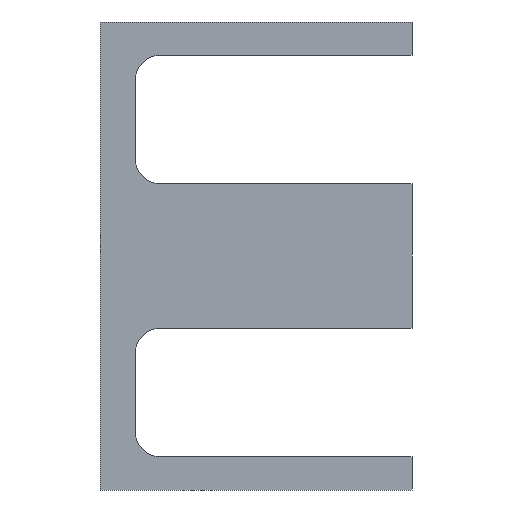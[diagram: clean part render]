
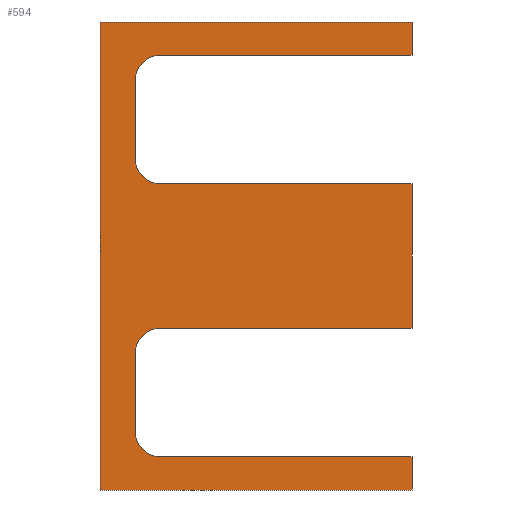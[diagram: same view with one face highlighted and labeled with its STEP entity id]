
A CAD part, left-side view. The second image highlights one B-rep face of the part: STEP entity #594.
In plain terms, the highlighted planar face has unit normal (-1, 0, 0).
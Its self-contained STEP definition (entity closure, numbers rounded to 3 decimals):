
#4 = CARTESIAN_POINT ( 'NONE',  ( 0., 64.5, 51.5 ) ) ;
#5 = CARTESIAN_POINT ( 'NONE',  ( 0., 0., 51.5 ) ) ;
#6 = CARTESIAN_POINT ( 'NONE',  ( 0., 0., 60. ) ) ;
#16 = CARTESIAN_POINT ( 'NONE',  ( 0., 71., 45. ) ) ;
#17 = CARTESIAN_POINT ( 'NONE',  ( 0., 71., 25. ) ) ;
#18 = CARTESIAN_POINT ( 'NONE',  ( 0., 64.5, 18.5 ) ) ;
#19 = CARTESIAN_POINT ( 'NONE',  ( 0., 0., 18.5 ) ) ;
#20 = CARTESIAN_POINT ( 'NONE',  ( 0., 0., -18.5 ) ) ;
#21 = CARTESIAN_POINT ( 'NONE',  ( 0., 64.5, -18.5 ) ) ;
#22 = CARTESIAN_POINT ( 'NONE',  ( 0., 71., -45. ) ) ;
#23 = CARTESIAN_POINT ( 'NONE',  ( 0., 0., -51.5 ) ) ;
#24 = CARTESIAN_POINT ( 'NONE',  ( 0., 80., -60. ) ) ;
#25 = VERTEX_POINT ( 'NONE', #60 ) ;
#26 = VERTEX_POINT ( 'NONE', #24 ) ;
#27 = VERTEX_POINT ( 'NONE', #57 ) ;
#28 = VERTEX_POINT ( 'NONE', #23 ) ;
#29 = VERTEX_POINT ( 'NONE', #59 ) ;
#30 = VERTEX_POINT ( 'NONE', #22 ) ;
#31 = VERTEX_POINT ( 'NONE', #58 ) ;
#32 = VERTEX_POINT ( 'NONE', #21 ) ;
#33 = VERTEX_POINT ( 'NONE', #20 ) ;
#34 = VERTEX_POINT ( 'NONE', #19 ) ;
#35 = VERTEX_POINT ( 'NONE', #18 ) ;
#36 = VERTEX_POINT ( 'NONE', #17 ) ;
#37 = VERTEX_POINT ( 'NONE', #16 ) ;
#47 = VERTEX_POINT ( 'NONE', #6 ) ;
#48 = VERTEX_POINT ( 'NONE', #5 ) ;
#49 = VERTEX_POINT ( 'NONE', #4 ) ;
#57 = CARTESIAN_POINT ( 'NONE',  ( 0., 0., -60. ) ) ;
#58 = CARTESIAN_POINT ( 'NONE',  ( 0., 71., -25. ) ) ;
#59 = CARTESIAN_POINT ( 'NONE',  ( 0., 64.5, -51.5 ) ) ;
#60 = CARTESIAN_POINT ( 'NONE',  ( 0., 80., 60. ) ) ;
#103 = CARTESIAN_POINT ( 'NONE',  ( 0., 64.5, 45. ) ) ;
#106 = DIRECTION ( 'NONE',  ( -1., 0., 0. ) ) ;
#107 = DIRECTION ( 'NONE',  ( 0., 0., 1. ) ) ;
#108 = CARTESIAN_POINT ( 'NONE',  ( 0., 64.5, 25. ) ) ;
#110 = CARTESIAN_POINT ( 'NONE',  ( 0., 0., 0. ) ) ;
#111 = DIRECTION ( 'NONE',  ( 0., 0., -1. ) ) ;
#116 = CARTESIAN_POINT ( 'NONE',  ( 0., 0., 51.5 ) ) ;
#117 = DIRECTION ( 'NONE',  ( 0., 1., 0. ) ) ;
#121 = DIRECTION ( 'NONE',  ( -1., 0., 0. ) ) ;
#122 = DIRECTION ( 'NONE',  ( 0., 0., 1. ) ) ;
#123 = CARTESIAN_POINT ( 'NONE',  ( 0., 64.5, -25. ) ) ;
#125 = CARTESIAN_POINT ( 'NONE',  ( 0., 71., 0. ) ) ;
#126 = DIRECTION ( 'NONE',  ( 0., 0., -1. ) ) ;
#130 = DIRECTION ( 'NONE',  ( -1., 0., 0. ) ) ;
#131 = DIRECTION ( 'NONE',  ( 0., 0., 1. ) ) ;
#132 = CARTESIAN_POINT ( 'NONE',  ( 0., 64.5, -45. ) ) ;
#134 = CARTESIAN_POINT ( 'NONE',  ( 0., 0., 18.5 ) ) ;
#135 = DIRECTION ( 'NONE',  ( 0., -1., 0. ) ) ;
#138 = CARTESIAN_POINT ( 'NONE',  ( 0., 0., 0. ) ) ;
#139 = DIRECTION ( 'NONE',  ( 0., 0., -1. ) ) ;
#142 = CARTESIAN_POINT ( 'NONE',  ( 0., 0., -18.5 ) ) ;
#143 = DIRECTION ( 'NONE',  ( 0., 1., 0. ) ) ;
#147 = DIRECTION ( 'NONE',  ( -1., 0., 0. ) ) ;
#148 = DIRECTION ( 'NONE',  ( 0., 0., 1. ) ) ;
#151 = CARTESIAN_POINT ( 'NONE',  ( 0., 71., 0. ) ) ;
#152 = DIRECTION ( 'NONE',  ( 0., 0., -1. ) ) ;
#157 = CARTESIAN_POINT ( 'NONE',  ( 0., 0., -51.5 ) ) ;
#158 = DIRECTION ( 'NONE',  ( 0., -1., 0. ) ) ;
#161 = CARTESIAN_POINT ( 'NONE',  ( 0., 0., 0. ) ) ;
#162 = DIRECTION ( 'NONE',  ( 0., 0., -1. ) ) ;
#165 = CARTESIAN_POINT ( 'NONE',  ( 0., 0., -60. ) ) ;
#166 = DIRECTION ( 'NONE',  ( 0., 1., 0. ) ) ;
#167 = CARTESIAN_POINT ( 'NONE',  ( 0., 80., 0. ) ) ;
#168 = DIRECTION ( 'NONE',  ( 0., 0., 1. ) ) ;
#170 = CARTESIAN_POINT ( 'NONE',  ( 0., 0., 60. ) ) ;
#171 = DIRECTION ( 'NONE',  ( 0., -1., 0. ) ) ;
#199 = PLANE ( 'NONE',  #329 ) ;
#202 = CARTESIAN_POINT ( 'NONE',  ( 0., 0., 0. ) ) ;
#208 = DIRECTION ( 'NONE',  ( 1., 0., 0. ) ) ;
#209 = DIRECTION ( 'NONE',  ( 0., 0., -1. ) ) ;
#265 = AXIS2_PLACEMENT_3D ( 'NONE', #108, #121, #122 ) ;
#266 = AXIS2_PLACEMENT_3D ( 'NONE', #132, #147, #148 ) ;
#283 = EDGE_CURVE ( 'NONE', #49, #37, #496, .T. ) ;
#285 = EDGE_CURVE ( 'NONE', #47, #48, #497, .T. ) ;
#288 = EDGE_CURVE ( 'NONE', #48, #49, #503, .T. ) ;
#290 = EDGE_CURVE ( 'NONE', #36, #35, #509, .T. ) ;
#292 = EDGE_CURVE ( 'NONE', #37, #36, #510, .T. ) ;
#294 = EDGE_CURVE ( 'NONE', #32, #31, #516, .T. ) ;
#296 = EDGE_CURVE ( 'NONE', #35, #34, #517, .T. ) ;
#298 = EDGE_CURVE ( 'NONE', #34, #33, #521, .T. ) ;
#300 = EDGE_CURVE ( 'NONE', #33, #32, #525, .T. ) ;
#302 = EDGE_CURVE ( 'NONE', #30, #29, #531, .T. ) ;
#304 = EDGE_CURVE ( 'NONE', #31, #30, #532, .T. ) ;
#307 = EDGE_CURVE ( 'NONE', #29, #28, #538, .T. ) ;
#309 = EDGE_CURVE ( 'NONE', #28, #27, #542, .T. ) ;
#311 = EDGE_CURVE ( 'NONE', #27, #26, #546, .T. ) ;
#312 = EDGE_CURVE ( 'NONE', #26, #25, #548, .T. ) ;
#313 = EDGE_CURVE ( 'NONE', #25, #47, #550, .T. ) ;
#315 = AXIS2_PLACEMENT_3D ( 'NONE', #123, #130, #131 ) ;
#318 = AXIS2_PLACEMENT_3D ( 'NONE', #103, #106, #107 ) ;
#329 = AXIS2_PLACEMENT_3D ( 'NONE', #202, #208, #209 ) ;
#354 = EDGE_LOOP ( 'NONE', ( #397, #398, #399, #400, #401, #402, #403, #404, #405, #406, #407, #408, #409, #410, #411, #412 ) ) ;
#397 = ORIENTED_EDGE ( 'NONE', *, *, #312, .F. ) ;
#398 = ORIENTED_EDGE ( 'NONE', *, *, #311, .F. ) ;
#399 = ORIENTED_EDGE ( 'NONE', *, *, #309, .F. ) ;
#400 = ORIENTED_EDGE ( 'NONE', *, *, #307, .F. ) ;
#401 = ORIENTED_EDGE ( 'NONE', *, *, #302, .F. ) ;
#402 = ORIENTED_EDGE ( 'NONE', *, *, #304, .F. ) ;
#403 = ORIENTED_EDGE ( 'NONE', *, *, #294, .F. ) ;
#404 = ORIENTED_EDGE ( 'NONE', *, *, #300, .F. ) ;
#405 = ORIENTED_EDGE ( 'NONE', *, *, #298, .F. ) ;
#406 = ORIENTED_EDGE ( 'NONE', *, *, #296, .F. ) ;
#407 = ORIENTED_EDGE ( 'NONE', *, *, #290, .F. ) ;
#408 = ORIENTED_EDGE ( 'NONE', *, *, #292, .F. ) ;
#409 = ORIENTED_EDGE ( 'NONE', *, *, #283, .F. ) ;
#410 = ORIENTED_EDGE ( 'NONE', *, *, #288, .F. ) ;
#411 = ORIENTED_EDGE ( 'NONE', *, *, #285, .F. ) ;
#412 = ORIENTED_EDGE ( 'NONE', *, *, #313, .F. ) ;
#496 = CIRCLE ( 'NONE', #318, 6.5 ) ;
#497 = LINE ( 'NONE', #110, #498 ) ;
#498 = VECTOR ( 'NONE', #111, 1000. ) ;
#503 = LINE ( 'NONE', #116, #504 ) ;
#504 = VECTOR ( 'NONE', #117, 1000. ) ;
#509 = CIRCLE ( 'NONE', #265, 6.5 ) ;
#510 = LINE ( 'NONE', #125, #511 ) ;
#511 = VECTOR ( 'NONE', #126, 1000. ) ;
#516 = CIRCLE ( 'NONE', #315, 6.5 ) ;
#517 = LINE ( 'NONE', #134, #518 ) ;
#518 = VECTOR ( 'NONE', #135, 1000. ) ;
#521 = LINE ( 'NONE', #138, #522 ) ;
#522 = VECTOR ( 'NONE', #139, 1000. ) ;
#525 = LINE ( 'NONE', #142, #526 ) ;
#526 = VECTOR ( 'NONE', #143, 1000. ) ;
#531 = CIRCLE ( 'NONE', #266, 6.5 ) ;
#532 = LINE ( 'NONE', #151, #533 ) ;
#533 = VECTOR ( 'NONE', #152, 1000. ) ;
#538 = LINE ( 'NONE', #157, #539 ) ;
#539 = VECTOR ( 'NONE', #158, 1000. ) ;
#542 = LINE ( 'NONE', #161, #543 ) ;
#543 = VECTOR ( 'NONE', #162, 1000. ) ;
#546 = LINE ( 'NONE', #165, #547 ) ;
#547 = VECTOR ( 'NONE', #166, 1000. ) ;
#548 = LINE ( 'NONE', #167, #549 ) ;
#549 = VECTOR ( 'NONE', #168, 1000. ) ;
#550 = LINE ( 'NONE', #170, #551 ) ;
#551 = VECTOR ( 'NONE', #171, 1000. ) ;
#562 = FACE_OUTER_BOUND ( 'NONE', #354, .T. ) ;
#594 = ADVANCED_FACE ( 'NONE', ( #562 ), #199, .F. ) ;
